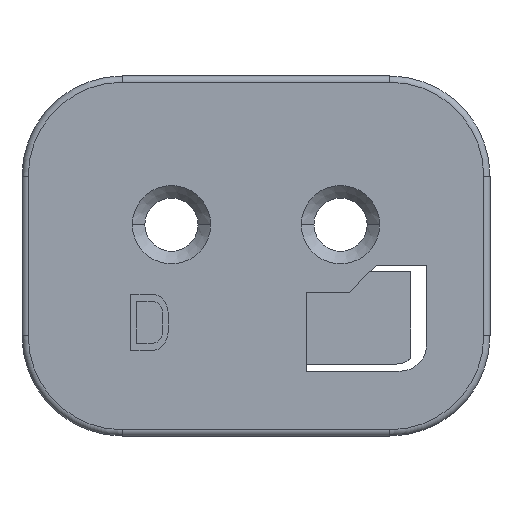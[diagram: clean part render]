
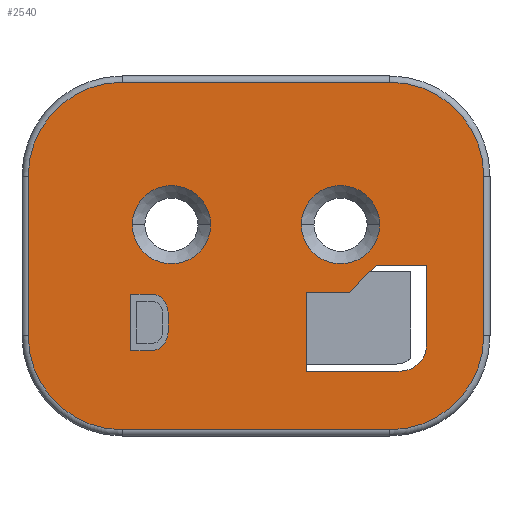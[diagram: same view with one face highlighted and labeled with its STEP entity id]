
A CAD part, front view. The second image highlights one B-rep face of the part: STEP entity #2540.
In plain terms, the highlighted planar face has unit normal (0, -1, 0).
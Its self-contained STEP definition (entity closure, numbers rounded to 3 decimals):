
#2=CARTESIAN_POINT('',(-4.275,0.,2.55));
#3=DIRECTION('',(0.,-1.,0.));
#4=DIRECTION('',(0.,0.,1.));
#5=AXIS2_PLACEMENT_3D('',#2,#3,#4);
#7=DIRECTION('',(-1.,0.,0.));
#8=VECTOR('',#7,8.55);
#9=CARTESIAN_POINT('',(4.275,0.,5.55));
#10=LINE('',#9,#8);
#11=CARTESIAN_POINT('',(4.275,0.,2.55));
#12=DIRECTION('',(0.,-1.,0.));
#13=DIRECTION('',(1.,0.,0.));
#14=AXIS2_PLACEMENT_3D('',#11,#12,#13);
#16=DIRECTION('',(0.,0.,1.));
#17=VECTOR('',#16,5.1);
#18=CARTESIAN_POINT('',(7.275,0.,-2.55));
#19=LINE('',#18,#17);
#20=CARTESIAN_POINT('',(4.275,0.,-2.55));
#21=DIRECTION('',(0.,-1.,0.));
#22=DIRECTION('',(0.,0.,-1.));
#23=AXIS2_PLACEMENT_3D('',#20,#21,#22);
#25=DIRECTION('',(1.,0.,0.));
#26=VECTOR('',#25,8.55);
#27=CARTESIAN_POINT('',(-4.275,0.,-5.55));
#28=LINE('',#27,#26);
#29=CARTESIAN_POINT('',(-4.275,0.,-2.55));
#30=DIRECTION('',(0.,-1.,0.));
#31=DIRECTION('',(-1.,0.,0.));
#32=AXIS2_PLACEMENT_3D('',#29,#30,#31);
#34=DIRECTION('',(0.,0.,-1.));
#35=VECTOR('',#34,5.1);
#36=CARTESIAN_POINT('',(-7.275,0.,2.55));
#37=LINE('',#36,#35);
#38=CARTESIAN_POINT('',(-2.7,0.,1.));
#39=DIRECTION('',(0.,1.,0.));
#40=DIRECTION('',(-1.,0.,0.));
#41=AXIS2_PLACEMENT_3D('',#38,#39,#40);
#43=CARTESIAN_POINT('',(-2.7,0.,1.));
#44=DIRECTION('',(0.,1.,0.));
#45=DIRECTION('',(1.,0.,0.));
#46=AXIS2_PLACEMENT_3D('',#43,#44,#45);
#48=CARTESIAN_POINT('',(2.7,0.,1.));
#49=DIRECTION('',(0.,1.,0.));
#50=DIRECTION('',(1.,0.,0.));
#51=AXIS2_PLACEMENT_3D('',#48,#49,#50);
#53=CARTESIAN_POINT('',(2.7,0.,1.));
#54=DIRECTION('',(0.,1.,0.));
#55=DIRECTION('',(-1.,0.,0.));
#56=AXIS2_PLACEMENT_3D('',#53,#54,#55);
#58=DIRECTION('',(-1.,0.,0.));
#59=VECTOR('',#58,1.61);
#60=CARTESIAN_POINT('',(5.45,0.,-0.3));
#61=LINE('',#60,#59);
#62=DIRECTION('',(-0.707,0.,-0.707));
#63=VECTOR('',#62,1.216);
#64=CARTESIAN_POINT('',(3.84,0.,-0.3));
#65=LINE('',#64,#63);
#66=DIRECTION('',(-1.,0.,0.));
#67=VECTOR('',#66,1.38);
#68=CARTESIAN_POINT('',(2.98,0.,-1.16));
#69=LINE('',#68,#67);
#70=DIRECTION('',(0.,0.,-1.));
#71=VECTOR('',#70,2.52);
#72=CARTESIAN_POINT('',(1.6,0.,-1.16));
#73=LINE('',#72,#71);
#74=DIRECTION('',(1.,0.,0.));
#75=VECTOR('',#74,3.);
#76=CARTESIAN_POINT('',(1.6,0.,-3.68));
#77=LINE('',#76,#75);
#78=CARTESIAN_POINT('',(4.6,0.,-2.83));
#79=DIRECTION('',(0.,-1.,0.));
#80=DIRECTION('',(0.,0.,-1.));
#81=AXIS2_PLACEMENT_3D('',#78,#79,#80);
#83=DIRECTION('',(0.,0.,1.));
#84=VECTOR('',#83,2.53);
#85=CARTESIAN_POINT('',(5.45,0.,-2.83));
#86=LINE('',#85,#84);
#87=DIRECTION('',(-1.,0.,0.));
#88=VECTOR('',#87,0.72);
#89=CARTESIAN_POINT('',(-3.28,0.,-1.22));
#90=LINE('',#89,#88);
#91=DIRECTION('',(0.,0.,-1.));
#92=VECTOR('',#91,1.8);
#93=CARTESIAN_POINT('',(-4.,0.,-1.22));
#94=LINE('',#93,#92);
#95=DIRECTION('',(1.,0.,0.));
#96=VECTOR('',#95,0.72);
#97=CARTESIAN_POINT('',(-4.,0.,-3.02));
#98=LINE('',#97,#96);
#99=DIRECTION('',(0.969,0.,0.247));
#100=VECTOR('',#99,0.155);
#101=CARTESIAN_POINT('',(-3.28,0.,-3.02));
#102=LINE('',#101,#100);
#103=DIRECTION('',(0.843,0.,0.538));
#104=VECTOR('',#103,0.142);
#105=CARTESIAN_POINT('',(-3.13,0.,-2.982));
#106=LINE('',#105,#104);
#107=DIRECTION('',(0.617,0.,0.787));
#108=VECTOR('',#107,0.195);
#109=CARTESIAN_POINT('',(-3.01,0.,-2.905));
#110=LINE('',#109,#108);
#111=DIRECTION('',(0.365,0.,0.931));
#112=VECTOR('',#111,0.165);
#113=CARTESIAN_POINT('',(-2.89,0.,-2.752));
#114=LINE('',#113,#112);
#115=DIRECTION('',(0.155,0.,0.988));
#116=VECTOR('',#115,0.194);
#117=CARTESIAN_POINT('',(-2.83,0.,-2.599));
#118=LINE('',#117,#116);
#119=DIRECTION('',(0.,0.,1.));
#120=VECTOR('',#119,0.574);
#121=CARTESIAN_POINT('',(-2.8,0.,-2.407));
#122=LINE('',#121,#120);
#123=DIRECTION('',(-0.155,0.,0.988));
#124=VECTOR('',#123,0.194);
#125=CARTESIAN_POINT('',(-2.8,0.,-1.833));
#126=LINE('',#125,#124);
#127=DIRECTION('',(-0.365,0.,0.931));
#128=VECTOR('',#127,0.165);
#129=CARTESIAN_POINT('',(-2.83,0.,-1.641));
#130=LINE('',#129,#128);
#131=DIRECTION('',(-0.617,0.,0.787));
#132=VECTOR('',#131,0.195);
#133=CARTESIAN_POINT('',(-2.89,0.,-1.488));
#134=LINE('',#133,#132);
#135=DIRECTION('',(-0.843,0.,0.538));
#136=VECTOR('',#135,0.142);
#137=CARTESIAN_POINT('',(-3.01,0.,-1.335));
#138=LINE('',#137,#136);
#139=DIRECTION('',(-0.969,0.,0.247));
#140=VECTOR('',#139,0.155);
#141=CARTESIAN_POINT('',(-3.13,0.,-1.258));
#142=LINE('',#141,#140);
#2005=CARTESIAN_POINT('',(-4.275,0.,5.55));
#2006=CARTESIAN_POINT('',(-7.275,0.,2.55));
#2007=VERTEX_POINT('',#2005);
#2008=VERTEX_POINT('',#2006);
#2013=CARTESIAN_POINT('',(-7.275,0.,-2.55));
#2014=VERTEX_POINT('',#2013);
#2017=CARTESIAN_POINT('',(-4.275,0.,-5.55));
#2018=VERTEX_POINT('',#2017);
#2021=CARTESIAN_POINT('',(4.275,0.,-5.55));
#2022=VERTEX_POINT('',#2021);
#2025=CARTESIAN_POINT('',(7.275,0.,-2.55));
#2026=VERTEX_POINT('',#2025);
#2029=CARTESIAN_POINT('',(7.275,0.,2.55));
#2030=VERTEX_POINT('',#2029);
#2033=CARTESIAN_POINT('',(4.275,0.,5.55));
#2034=VERTEX_POINT('',#2033);
#2075=CARTESIAN_POINT('',(-3.95,0.,1.));
#2076=CARTESIAN_POINT('',(-1.45,0.,1.));
#2077=VERTEX_POINT('',#2075);
#2078=VERTEX_POINT('',#2076);
#2083=CARTESIAN_POINT('',(3.95,0.,1.));
#2084=CARTESIAN_POINT('',(1.45,0.,1.));
#2085=VERTEX_POINT('',#2083);
#2086=VERTEX_POINT('',#2084);
#2349=CARTESIAN_POINT('',(-3.28,0.,-1.22));
#2350=CARTESIAN_POINT('',(-4.,0.,-1.22));
#2351=VERTEX_POINT('',#2349);
#2352=VERTEX_POINT('',#2350);
#2353=CARTESIAN_POINT('',(-4.,0.,-3.02));
#2354=VERTEX_POINT('',#2353);
#2355=CARTESIAN_POINT('',(-3.28,0.,-3.02));
#2356=VERTEX_POINT('',#2355);
#2357=CARTESIAN_POINT('',(-3.13,0.,-2.982));
#2358=VERTEX_POINT('',#2357);
#2359=CARTESIAN_POINT('',(-3.01,0.,-2.905));
#2360=VERTEX_POINT('',#2359);
#2361=CARTESIAN_POINT('',(-2.89,0.,-2.752));
#2362=VERTEX_POINT('',#2361);
#2363=CARTESIAN_POINT('',(-2.83,0.,-2.599));
#2364=VERTEX_POINT('',#2363);
#2365=CARTESIAN_POINT('',(-2.8,0.,-2.407));
#2366=VERTEX_POINT('',#2365);
#2367=CARTESIAN_POINT('',(-2.8,0.,-1.833));
#2368=VERTEX_POINT('',#2367);
#2369=CARTESIAN_POINT('',(-2.83,0.,-1.641));
#2370=VERTEX_POINT('',#2369);
#2371=CARTESIAN_POINT('',(-2.89,0.,-1.488));
#2372=VERTEX_POINT('',#2371);
#2373=CARTESIAN_POINT('',(-3.01,0.,-1.335));
#2374=VERTEX_POINT('',#2373);
#2375=CARTESIAN_POINT('',(-3.13,0.,-1.258));
#2376=VERTEX_POINT('',#2375);
#2381=CARTESIAN_POINT('',(5.45,0.,-0.3));
#2382=CARTESIAN_POINT('',(3.84,0.,-0.3));
#2383=VERTEX_POINT('',#2381);
#2384=VERTEX_POINT('',#2382);
#2385=CARTESIAN_POINT('',(2.98,0.,-1.16));
#2386=VERTEX_POINT('',#2385);
#2387=CARTESIAN_POINT('',(1.6,0.,-1.16));
#2388=VERTEX_POINT('',#2387);
#2389=CARTESIAN_POINT('',(1.6,0.,-3.68));
#2390=VERTEX_POINT('',#2389);
#2391=CARTESIAN_POINT('',(4.6,0.,-3.68));
#2392=VERTEX_POINT('',#2391);
#2393=CARTESIAN_POINT('',(5.45,0.,-2.83));
#2394=VERTEX_POINT('',#2393);
#2459=CARTESIAN_POINT('',(0.,0.,0.));
#2460=DIRECTION('',(0.,1.,0.));
#2461=DIRECTION('',(1.,0.,0.));
#2462=AXIS2_PLACEMENT_3D('',#2459,#2460,#2461);
#2463=PLANE('',#2462);
#2465=ORIENTED_EDGE('',*,*,#2464,.F.);
#2467=ORIENTED_EDGE('',*,*,#2466,.F.);
#2469=ORIENTED_EDGE('',*,*,#2468,.F.);
#2471=ORIENTED_EDGE('',*,*,#2470,.F.);
#2473=ORIENTED_EDGE('',*,*,#2472,.F.);
#2475=ORIENTED_EDGE('',*,*,#2474,.F.);
#2477=ORIENTED_EDGE('',*,*,#2476,.F.);
#2479=ORIENTED_EDGE('',*,*,#2478,.F.);
#2480=EDGE_LOOP('',(#2465,#2467,#2469,#2471,#2473,#2475,#2477,#2479));
#2481=FACE_OUTER_BOUND('',#2480,.F.);
#2483=ORIENTED_EDGE('',*,*,#2482,.F.);
#2485=ORIENTED_EDGE('',*,*,#2484,.F.);
#2486=EDGE_LOOP('',(#2483,#2485));
#2487=FACE_BOUND('',#2486,.F.);
#2489=ORIENTED_EDGE('',*,*,#2488,.F.);
#2491=ORIENTED_EDGE('',*,*,#2490,.F.);
#2492=EDGE_LOOP('',(#2489,#2491));
#2493=FACE_BOUND('',#2492,.F.);
#2495=ORIENTED_EDGE('',*,*,#2494,.T.);
#2497=ORIENTED_EDGE('',*,*,#2496,.T.);
#2499=ORIENTED_EDGE('',*,*,#2498,.T.);
#2501=ORIENTED_EDGE('',*,*,#2500,.T.);
#2503=ORIENTED_EDGE('',*,*,#2502,.T.);
#2505=ORIENTED_EDGE('',*,*,#2504,.T.);
#2507=ORIENTED_EDGE('',*,*,#2506,.T.);
#2508=EDGE_LOOP('',(#2495,#2497,#2499,#2501,#2503,#2505,#2507));
#2509=FACE_BOUND('',#2508,.F.);
#2511=ORIENTED_EDGE('',*,*,#2510,.T.);
#2513=ORIENTED_EDGE('',*,*,#2512,.T.);
#2515=ORIENTED_EDGE('',*,*,#2514,.T.);
#2517=ORIENTED_EDGE('',*,*,#2516,.T.);
#2519=ORIENTED_EDGE('',*,*,#2518,.T.);
#2521=ORIENTED_EDGE('',*,*,#2520,.T.);
#2523=ORIENTED_EDGE('',*,*,#2522,.T.);
#2525=ORIENTED_EDGE('',*,*,#2524,.T.);
#2527=ORIENTED_EDGE('',*,*,#2526,.T.);
#2529=ORIENTED_EDGE('',*,*,#2528,.T.);
#2531=ORIENTED_EDGE('',*,*,#2530,.T.);
#2533=ORIENTED_EDGE('',*,*,#2532,.T.);
#2535=ORIENTED_EDGE('',*,*,#2534,.T.);
#2537=ORIENTED_EDGE('',*,*,#2536,.T.);
#2538=EDGE_LOOP('',(#2511,#2513,#2515,#2517,#2519,#2521,#2523,#2525,#2527,#2529,
#2531,#2533,#2535,#2537));
#2539=FACE_BOUND('',#2538,.F.);
#2540=ADVANCED_FACE('',(#2481,#2487,#2493,#2509,#2539),#2463,.F.);
#6=CIRCLE('',#5,3.);
#15=CIRCLE('',#14,3.);
#24=CIRCLE('',#23,3.);
#33=CIRCLE('',#32,3.);
#42=CIRCLE('',#41,1.25);
#47=CIRCLE('',#46,1.25);
#52=CIRCLE('',#51,1.25);
#57=CIRCLE('',#56,1.25);
#82=CIRCLE('',#81,0.85);
#2464=EDGE_CURVE('',#2007,#2008,#6,.T.);
#2466=EDGE_CURVE('',#2034,#2007,#10,.T.);
#2468=EDGE_CURVE('',#2030,#2034,#15,.T.);
#2470=EDGE_CURVE('',#2026,#2030,#19,.T.);
#2472=EDGE_CURVE('',#2022,#2026,#24,.T.);
#2474=EDGE_CURVE('',#2018,#2022,#28,.T.);
#2476=EDGE_CURVE('',#2014,#2018,#33,.T.);
#2478=EDGE_CURVE('',#2008,#2014,#37,.T.);
#2482=EDGE_CURVE('',#2077,#2078,#42,.T.);
#2484=EDGE_CURVE('',#2078,#2077,#47,.T.);
#2488=EDGE_CURVE('',#2085,#2086,#52,.T.);
#2490=EDGE_CURVE('',#2086,#2085,#57,.T.);
#2494=EDGE_CURVE('',#2383,#2384,#61,.T.);
#2496=EDGE_CURVE('',#2384,#2386,#65,.T.);
#2498=EDGE_CURVE('',#2386,#2388,#69,.T.);
#2500=EDGE_CURVE('',#2388,#2390,#73,.T.);
#2502=EDGE_CURVE('',#2390,#2392,#77,.T.);
#2504=EDGE_CURVE('',#2392,#2394,#82,.T.);
#2506=EDGE_CURVE('',#2394,#2383,#86,.T.);
#2510=EDGE_CURVE('',#2351,#2352,#90,.T.);
#2512=EDGE_CURVE('',#2352,#2354,#94,.T.);
#2514=EDGE_CURVE('',#2354,#2356,#98,.T.);
#2516=EDGE_CURVE('',#2356,#2358,#102,.T.);
#2518=EDGE_CURVE('',#2358,#2360,#106,.T.);
#2520=EDGE_CURVE('',#2360,#2362,#110,.T.);
#2522=EDGE_CURVE('',#2362,#2364,#114,.T.);
#2524=EDGE_CURVE('',#2364,#2366,#118,.T.);
#2526=EDGE_CURVE('',#2366,#2368,#122,.T.);
#2528=EDGE_CURVE('',#2368,#2370,#126,.T.);
#2530=EDGE_CURVE('',#2370,#2372,#130,.T.);
#2532=EDGE_CURVE('',#2372,#2374,#134,.T.);
#2534=EDGE_CURVE('',#2374,#2376,#138,.T.);
#2536=EDGE_CURVE('',#2376,#2351,#142,.T.);
